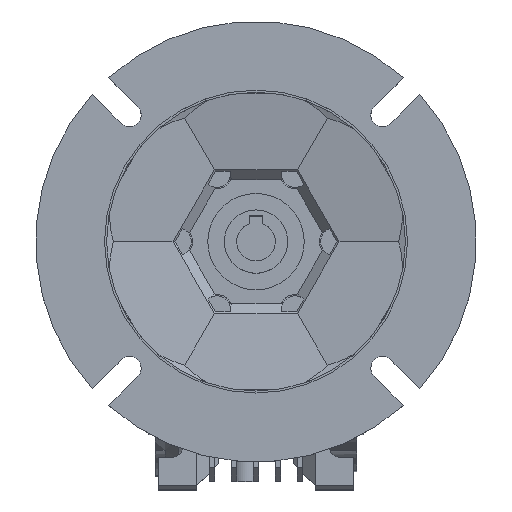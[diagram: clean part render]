
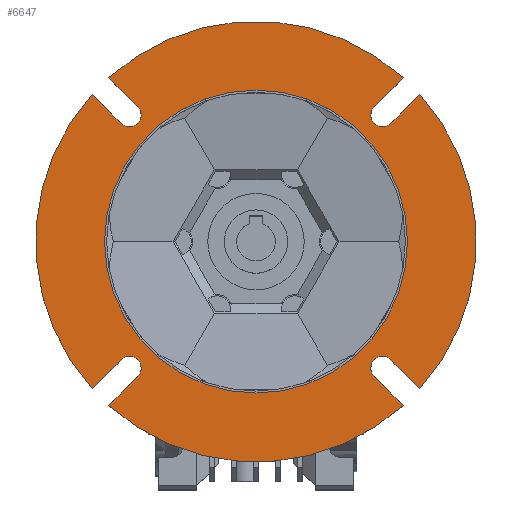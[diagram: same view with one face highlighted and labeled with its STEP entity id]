
A CAD part, top view. The second image highlights one B-rep face of the part: STEP entity #6647.
In plain terms, the highlighted face is planar.
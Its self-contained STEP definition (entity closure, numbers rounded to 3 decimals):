
#6647=ADVANCED_FACE('',(#12292,#12294),#12296,.T.);
#12292=FACE_BOUND('',#12293,.T.);
#12293=EDGE_LOOP('',(#16521,#16522,#16523,#16524,#16525,#16526,#16527,#16528,#16529,
#16530,#16531,#16532,#16533,#16534,#16535,#16536));
#12294=FACE_BOUND('',#12295,.T.);
#12295=EDGE_LOOP('',(#16537));
#12296=PLANE('',#12297);
#12297=AXIS2_PLACEMENT_3D('',#12298,#12299,#12300);
#12298=CARTESIAN_POINT('',(25.,0.,0.));
#12299=DIRECTION('',(1.,0.,-0.));
#12300=DIRECTION('',(0.,0.,1.));
#16521=ORIENTED_EDGE('',*,*,#18737,.T.);
#16522=ORIENTED_EDGE('',*,*,#18738,.T.);
#16523=ORIENTED_EDGE('',*,*,#18739,.T.);
#16524=ORIENTED_EDGE('',*,*,#18740,.T.);
#16525=ORIENTED_EDGE('',*,*,#18741,.T.);
#16526=ORIENTED_EDGE('',*,*,#18742,.T.);
#16527=ORIENTED_EDGE('',*,*,#18743,.T.);
#16528=ORIENTED_EDGE('',*,*,#18744,.T.);
#16529=ORIENTED_EDGE('',*,*,#18745,.T.);
#16530=ORIENTED_EDGE('',*,*,#18746,.T.);
#16531=ORIENTED_EDGE('',*,*,#18747,.T.);
#16532=ORIENTED_EDGE('',*,*,#18748,.T.);
#16533=ORIENTED_EDGE('',*,*,#18749,.T.);
#16534=ORIENTED_EDGE('',*,*,#18750,.T.);
#16535=ORIENTED_EDGE('',*,*,#18751,.T.);
#16536=ORIENTED_EDGE('',*,*,#18752,.T.);
#16537=ORIENTED_EDGE('',*,*,#18732,.T.);
#18732=EDGE_CURVE('',#22097,#22097,#22098,.F.);
#18737=EDGE_CURVE('',#22104,#22105,#22106,.F.);
#18738=EDGE_CURVE('',#22105,#22107,#22108,.T.);
#18739=EDGE_CURVE('',#22107,#22109,#22110,.F.);
#18740=EDGE_CURVE('',#22109,#22111,#22112,.T.);
#18741=EDGE_CURVE('',#22111,#22113,#22114,.F.);
#18742=EDGE_CURVE('',#22113,#22115,#22116,.T.);
#18743=EDGE_CURVE('',#22115,#22117,#22118,.F.);
#18744=EDGE_CURVE('',#22117,#22119,#22120,.T.);
#18745=EDGE_CURVE('',#22119,#22121,#22122,.F.);
#18746=EDGE_CURVE('',#22121,#22123,#22124,.T.);
#18747=EDGE_CURVE('',#22123,#22125,#22126,.F.);
#18748=EDGE_CURVE('',#22125,#22127,#22128,.T.);
#18749=EDGE_CURVE('',#22127,#22129,#22130,.F.);
#18750=EDGE_CURVE('',#22129,#22131,#22132,.T.);
#18751=EDGE_CURVE('',#22131,#22133,#22134,.F.);
#18752=EDGE_CURVE('',#22133,#22104,#22135,.T.);
#22097=VERTEX_POINT('',#32583);
#22098=CIRCLE('',#32584,55.);
#22104=VERTEX_POINT('',#32602);
#22105=VERTEX_POINT('',#32603);
#22106=LINE('',#32604,#32605);
#22107=VERTEX_POINT('',#32607);
#22108=CIRCLE('',#32608,4.25);
#22109=VERTEX_POINT('',#32612);
#22110=LINE('',#32613,#32614);
#22111=VERTEX_POINT('',#32616);
#22112=CIRCLE('',#32617,80.);
#22113=VERTEX_POINT('',#32621);
#22114=LINE('',#32622,#32623);
#22115=VERTEX_POINT('',#32625);
#22116=CIRCLE('',#32626,4.25);
#22117=VERTEX_POINT('',#32630);
#22118=LINE('',#32631,#32632);
#22119=VERTEX_POINT('',#32634);
#22120=CIRCLE('',#32635,80.);
#22121=VERTEX_POINT('',#32639);
#22122=LINE('',#32640,#32641);
#22123=VERTEX_POINT('',#32643);
#22124=CIRCLE('',#32644,4.25);
#22125=VERTEX_POINT('',#32648);
#22126=LINE('',#32649,#32650);
#22127=VERTEX_POINT('',#32652);
#22128=CIRCLE('',#32653,80.);
#22129=VERTEX_POINT('',#32657);
#22130=LINE('',#32658,#32659);
#22131=VERTEX_POINT('',#32661);
#22132=CIRCLE('',#32662,4.25);
#22133=VERTEX_POINT('',#32666);
#22134=LINE('',#32667,#32668);
#22135=CIRCLE('',#32670,80.);
#32583=CARTESIAN_POINT('',(25.,0.,-55.));
#32584=AXIS2_PLACEMENT_3D('',#32585,#32586,#32587);
#32585=CARTESIAN_POINT('',(25.,0.,0.));
#32586=DIRECTION('',(1.,0.,-0.));
#32587=DIRECTION('',(0.,-0.,-1.));
#32602=CARTESIAN_POINT('',(25.,53.483,-59.494));
#32603=CARTESIAN_POINT('',(25.,42.957,-48.967));
#32604=CARTESIAN_POINT('',(25.,42.957,-48.967));
#32605=VECTOR('',#32606,1.);
#32606=DIRECTION('',(0.,0.707,-0.707));
#32607=CARTESIAN_POINT('',(25.,48.967,-42.957));
#32608=AXIS2_PLACEMENT_3D('',#32609,#32610,#32611);
#32609=CARTESIAN_POINT('',(25.,45.962,-45.962));
#32610=DIRECTION('',(-1.,-0.,0.));
#32611=DIRECTION('',(0.,-0.707,-0.707));
#32612=CARTESIAN_POINT('',(25.,59.494,-53.483));
#32613=CARTESIAN_POINT('',(25.,59.494,-53.483));
#32614=VECTOR('',#32615,1.);
#32615=DIRECTION('',(0.,-0.707,0.707));
#32616=CARTESIAN_POINT('',(25.,59.494,53.483));
#32617=AXIS2_PLACEMENT_3D('',#32618,#32619,#32620);
#32618=CARTESIAN_POINT('',(25.,0.,0.));
#32619=DIRECTION('',(1.,0.,-0.));
#32620=DIRECTION('',(0.,0.744,-0.669));
#32621=CARTESIAN_POINT('',(25.,48.967,42.957));
#32622=CARTESIAN_POINT('',(25.,48.967,42.957));
#32623=VECTOR('',#32624,1.);
#32624=DIRECTION('',(0.,0.707,0.707));
#32625=CARTESIAN_POINT('',(25.,42.957,48.967));
#32626=AXIS2_PLACEMENT_3D('',#32627,#32628,#32629);
#32627=CARTESIAN_POINT('',(25.,45.962,45.962));
#32628=DIRECTION('',(-1.,-0.,0.));
#32629=DIRECTION('',(0.,0.707,-0.707));
#32630=CARTESIAN_POINT('',(25.,53.483,59.494));
#32631=CARTESIAN_POINT('',(25.,53.483,59.494));
#32632=VECTOR('',#32633,1.);
#32633=DIRECTION('',(0.,-0.707,-0.707));
#32634=CARTESIAN_POINT('',(25.,-53.483,59.494));
#32635=AXIS2_PLACEMENT_3D('',#32636,#32637,#32638);
#32636=CARTESIAN_POINT('',(25.,0.,0.));
#32637=DIRECTION('',(1.,0.,-0.));
#32638=DIRECTION('',(0.,0.669,0.744));
#32639=CARTESIAN_POINT('',(25.,-42.957,48.967));
#32640=CARTESIAN_POINT('',(25.,-42.957,48.967));
#32641=VECTOR('',#32642,1.);
#32642=DIRECTION('',(0.,-0.707,0.707));
#32643=CARTESIAN_POINT('',(25.,-48.967,42.957));
#32644=AXIS2_PLACEMENT_3D('',#32645,#32646,#32647);
#32645=CARTESIAN_POINT('',(25.,-45.962,45.962));
#32646=DIRECTION('',(-1.,0.,0.));
#32647=DIRECTION('',(0.,0.707,0.707));
#32648=CARTESIAN_POINT('',(25.,-59.494,53.483));
#32649=CARTESIAN_POINT('',(25.,-59.494,53.483));
#32650=VECTOR('',#32651,1.);
#32651=DIRECTION('',(0.,0.707,-0.707));
#32652=CARTESIAN_POINT('',(25.,-59.494,-53.483));
#32653=AXIS2_PLACEMENT_3D('',#32654,#32655,#32656);
#32654=CARTESIAN_POINT('',(25.,0.,0.));
#32655=DIRECTION('',(1.,0.,-0.));
#32656=DIRECTION('',(0.,-0.744,0.669));
#32657=CARTESIAN_POINT('',(25.,-48.967,-42.957));
#32658=CARTESIAN_POINT('',(25.,-48.967,-42.957));
#32659=VECTOR('',#32660,1.);
#32660=DIRECTION('',(0.,-0.707,-0.707));
#32661=CARTESIAN_POINT('',(25.,-42.957,-48.967));
#32662=AXIS2_PLACEMENT_3D('',#32663,#32664,#32665);
#32663=CARTESIAN_POINT('',(25.,-45.962,-45.962));
#32664=DIRECTION('',(-1.,0.,0.));
#32665=DIRECTION('',(0.,-0.707,0.707));
#32666=CARTESIAN_POINT('',(25.,-53.483,-59.494));
#32667=CARTESIAN_POINT('',(25.,-53.483,-59.494));
#32668=VECTOR('',#32669,1.);
#32669=DIRECTION('',(0.,0.707,0.707));
#32670=AXIS2_PLACEMENT_3D('',#32671,#32672,#32673);
#32671=CARTESIAN_POINT('',(25.,0.,0.));
#32672=DIRECTION('',(1.,0.,-0.));
#32673=DIRECTION('',(0.,-0.669,-0.744));
